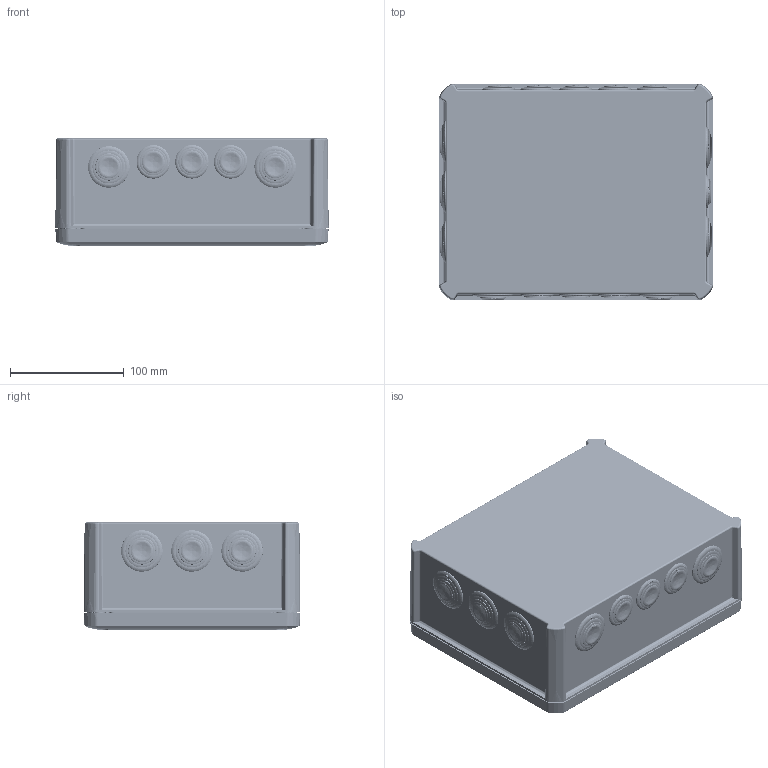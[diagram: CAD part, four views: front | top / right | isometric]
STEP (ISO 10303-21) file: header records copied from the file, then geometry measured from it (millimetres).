
FILE_DESCRIPTION (( 'STEP AP214' ), '1' );
FILE_NAME ('2007363.stp', '2017-02-14T11:42:38', ( '' ), ( '' ), 'SwSTEP 2.0', 'SolidWorks 2016', '' );
FILE_SCHEMA (( 'AUTOMOTIVE_DESIGN' ));
Length unit declared in the file: millimetre
Products named in the file (6): Drehraste; Deckel_240x190_1; T250Kabelabzweigkasten.1_Unterteil._1; Einsteckdichtung_M32.1; Einsteckdichtung_M25_neu.1; 2007363
Assembly tree (22 placements, depth 2):
  2007363
    Einsteckdichtung_M25_neu.1  x9
    Einsteckdichtung_M32.1  x7
    T250Kabelabzweigkasten.1_Unterteil._1
    Deckel_240x190_1
    Drehraste  x4
Bounding box: 240 x 190 x 94 mm (x, y, z)
Volume: 460365.9 mm3; surface area: 411963.3 mm2
Topology: 22 solids, 22 shells, 12093 faces, 33600 edges, 22039 vertices
Faces by surface type: plane 8744, cylinder 964, torus 920, bspline 714, cone 705, sphere 46
Entity records: 206119 total; most frequent: CARTESIAN_POINT 149097, ORIENTED_EDGE 14450, DIRECTION 7718, EDGE_CURVE 7225, VERTEX_POINT 4692, B_SPLINE_CURVE_WITH_KNOTS 4481, AXIS2_PLACEMENT_3D 2838, EDGE_LOOP 2715
